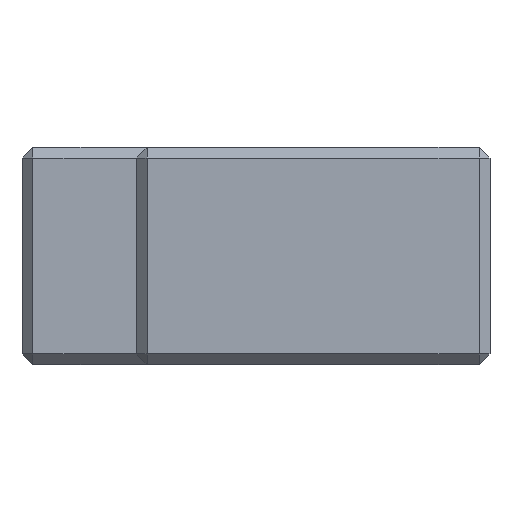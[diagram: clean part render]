
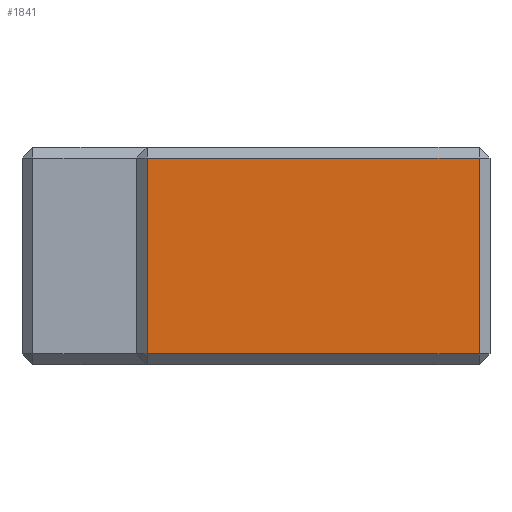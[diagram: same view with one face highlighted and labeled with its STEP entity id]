
A CAD part, left-side view. The second image highlights one B-rep face of the part: STEP entity #1841.
In plain terms, the highlighted planar face has unit normal (-1, 0, 0).
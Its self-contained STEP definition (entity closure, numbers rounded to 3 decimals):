
#317 = AXIS2_PLACEMENT_3D ( 'NONE', #7277, #6969, #6957 ) ;
#433 = VECTOR ( 'NONE', #6590, 1000. ) ;
#455 = ORIENTED_EDGE ( 'NONE', *, *, #2553, .F. ) ;
#794 = CARTESIAN_POINT ( 'NONE',  ( -30., 1., 9. ) ) ;
#1258 = DIRECTION ( 'NONE',  ( 0., -1., 0. ) ) ;
#1306 = VECTOR ( 'NONE', #7697, 1000. ) ;
#1376 = VERTEX_POINT ( 'NONE', #4402 ) ;
#1498 = LINE ( 'NONE', #1500, #6574 ) ;
#1500 = CARTESIAN_POINT ( 'NONE',  ( -30., 32.5, -9. ) ) ;
#1828 = CARTESIAN_POINT ( 'NONE',  ( -30., 1., -9. ) ) ;
#1841 = ADVANCED_FACE ( 'NONE', ( #5360 ), #6995, .F. ) ;
#2553 = EDGE_CURVE ( 'NONE', #7114, #6006, #6999, .T. ) ;
#2615 = EDGE_CURVE ( 'NONE', #1376, #7114, #3982, .T. ) ;
#2834 = ORIENTED_EDGE ( 'NONE', *, *, #5365, .F. ) ;
#3361 = EDGE_CURVE ( 'NONE', #5773, #6006, #1498, .T. ) ;
#3982 = LINE ( 'NONE', #6600, #433 ) ;
#4048 = ORIENTED_EDGE ( 'NONE', *, *, #2615, .F. ) ;
#4316 = ORIENTED_EDGE ( 'NONE', *, *, #3361, .T. ) ;
#4383 = VECTOR ( 'NONE', #4737, 1000. ) ;
#4402 = CARTESIAN_POINT ( 'NONE',  ( -30., 31.5, 9. ) ) ;
#4430 = CARTESIAN_POINT ( 'NONE',  ( -30., 31.5, -9. ) ) ;
#4737 = DIRECTION ( 'NONE',  ( 0., 0., 1. ) ) ;
#5360 = FACE_OUTER_BOUND ( 'NONE', #7709, .T. ) ;
#5365 = EDGE_CURVE ( 'NONE', #5773, #1376, #7692, .T. ) ;
#5773 = VERTEX_POINT ( 'NONE', #4430 ) ;
#5968 = CARTESIAN_POINT ( 'NONE',  ( -30., 31.5, 10. ) ) ;
#6006 = VERTEX_POINT ( 'NONE', #1828 ) ;
#6574 = VECTOR ( 'NONE', #1258, 1000. ) ;
#6590 = DIRECTION ( 'NONE',  ( 0., -1., 0. ) ) ;
#6600 = CARTESIAN_POINT ( 'NONE',  ( -30., 32.5, 9. ) ) ;
#6957 = DIRECTION ( 'NONE',  ( 0., 1., 0. ) ) ;
#6969 = DIRECTION ( 'NONE',  ( 1., 0., 0. ) ) ;
#6995 = PLANE ( 'NONE',  #317 ) ;
#6999 = LINE ( 'NONE', #7820, #1306 ) ;
#7114 = VERTEX_POINT ( 'NONE', #794 ) ;
#7277 = CARTESIAN_POINT ( 'NONE',  ( -30., 32.5, 10. ) ) ;
#7692 = LINE ( 'NONE', #5968, #4383 ) ;
#7697 = DIRECTION ( 'NONE',  ( 0., 0., -1. ) ) ;
#7709 = EDGE_LOOP ( 'NONE', ( #455, #4048, #2834, #4316 ) ) ;
#7820 = CARTESIAN_POINT ( 'NONE',  ( -30., 1., 10. ) ) ;
